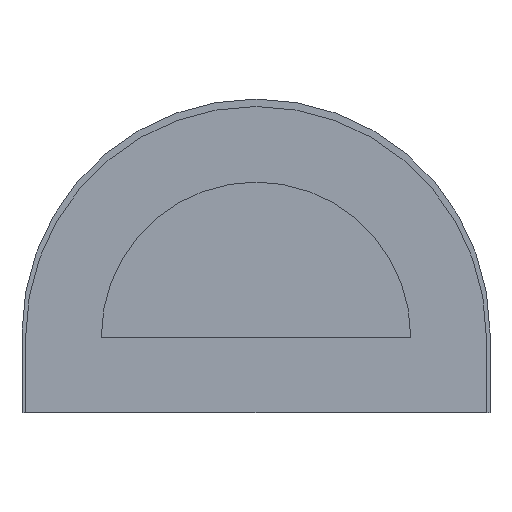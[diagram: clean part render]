
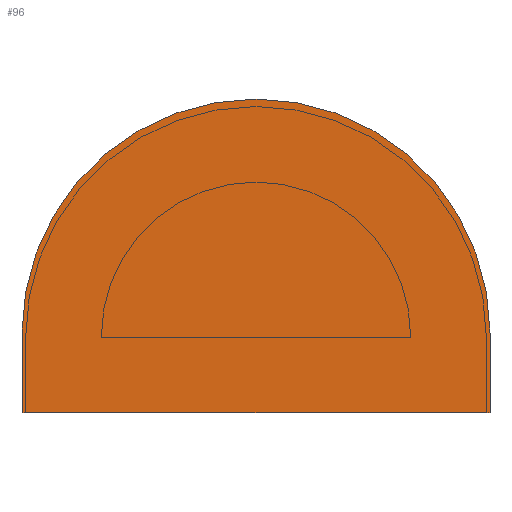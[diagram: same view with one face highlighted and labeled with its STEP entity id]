
A CAD part, front view. The second image highlights one B-rep face of the part: STEP entity #96.
In plain terms, the highlighted planar face has unit normal (0, -1, 0).
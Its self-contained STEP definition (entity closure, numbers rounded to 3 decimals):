
#96 = ADVANCED_FACE( '', ( #173 ), #174, .T. );
#173 = FACE_OUTER_BOUND( '', #237, .T. );
#174 = PLANE( '', #238 );
#237 = EDGE_LOOP( '', ( #330, #331, #332, #333 ) );
#238 = AXIS2_PLACEMENT_3D( '', #334, #335, #336 );
#330 = ORIENTED_EDGE( '', *, *, #426, .T. );
#331 = ORIENTED_EDGE( '', *, *, #436, .T. );
#332 = ORIENTED_EDGE( '', *, *, #437, .T. );
#333 = ORIENTED_EDGE( '', *, *, #438, .T. );
#334 = CARTESIAN_POINT( '', ( 0., -500.1, 2.145 ) );
#335 = DIRECTION( '', ( 0., -1., 0. ) );
#336 = DIRECTION( '', ( 0., 0., -1. ) );
#426 = EDGE_CURVE( '', #497, #495, #498, .T. );
#436 = EDGE_CURVE( '', #495, #508, #509, .T. );
#437 = EDGE_CURVE( '', #508, #510, #511, .T. );
#438 = EDGE_CURVE( '', #510, #497, #512, .T. );
#495 = VERTEX_POINT( '', #586 );
#497 = VERTEX_POINT( '', #589 );
#498 = LINE( '', #590, #591 );
#508 = VERTEX_POINT( '', #606 );
#509 = CIRCLE( '', #607, 6.285 );
#510 = VERTEX_POINT( '', #608 );
#511 = LINE( '', #609, #610 );
#512 = LINE( '', #611, #612 );
#586 = CARTESIAN_POINT( '', ( 6.285, -500.1, 2.145 ) );
#589 = CARTESIAN_POINT( '', ( 6.285, -500.1, 0. ) );
#590 = CARTESIAN_POINT( '', ( 6.285, -500.1, 0. ) );
#591 = VECTOR( '', #664, 1000. );
#606 = CARTESIAN_POINT( '', ( -6.285, -500.1, 2.145 ) );
#607 = AXIS2_PLACEMENT_3D( '', #670, #671, #672 );
#608 = CARTESIAN_POINT( '', ( -6.285, -500.1, 0. ) );
#609 = CARTESIAN_POINT( '', ( -6.285, -500.1, 2.145 ) );
#610 = VECTOR( '', #673, 1000. );
#611 = CARTESIAN_POINT( '', ( -6.285, -500.1, 0. ) );
#612 = VECTOR( '', #674, 1000. );
#664 = DIRECTION( '', ( 0., 0., 1. ) );
#670 = CARTESIAN_POINT( '', ( 0., -500.1, 2.145 ) );
#671 = DIRECTION( '', ( 0., -1., 0. ) );
#672 = DIRECTION( '', ( 1., 0., 0. ) );
#673 = DIRECTION( '', ( 0., 0., -1. ) );
#674 = DIRECTION( '', ( 1., 0., 0. ) );
